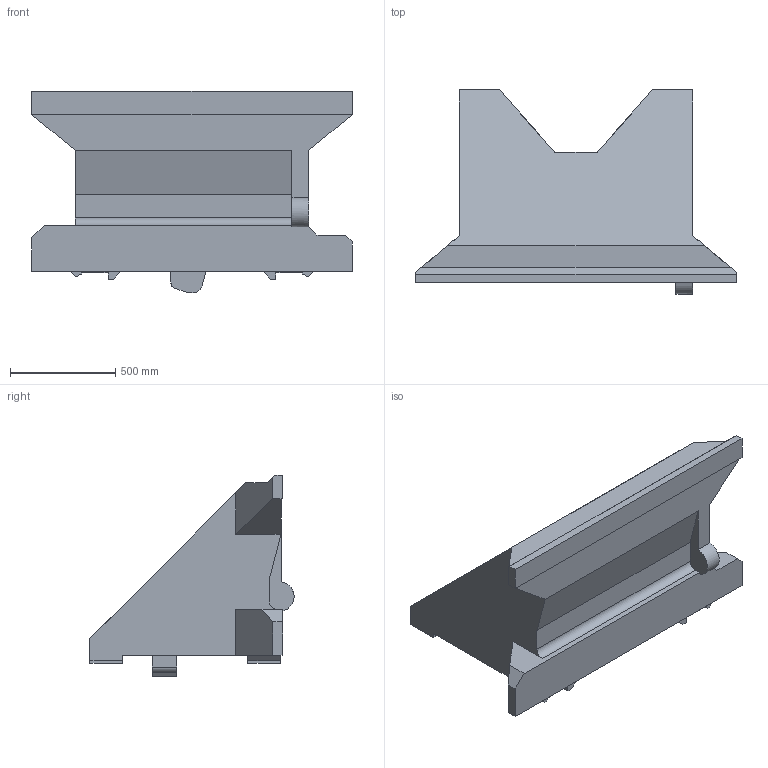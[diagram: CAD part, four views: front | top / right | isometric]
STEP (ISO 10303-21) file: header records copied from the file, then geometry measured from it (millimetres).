
FILE_DESCRIPTION(('FreeCAD Model'),'2;1');
FILE_NAME('Open CASCADE Shape Model','2021-11-13T18:15:52',('Author'),( ''),'Open CASCADE STEP processor 7.4','FreeCAD','Unknown');
FILE_SCHEMA(('CONFIG_CONTROL_DESIGN','SHAPE_APPEARANCE_LAYER_MIM'));
Length unit declared in the file: millimetre
Products named in the file (1): Compound004
Bounding box: 1523 x 969.46 x 955.49 mm (x, y, z)
Volume: 509516364.7 mm3; surface area: 4852569.2 mm2
Topology: 1 solids, 1 shells, 87 faces, 250 edges, 167 vertices
Faces by surface type: plane 83, cylinder 4
Entity records: 6131 total; most frequent: CARTESIAN_POINT 1039, DIRECTION 932, LINE 729, VECTOR 729, ORIENTED_EDGE 500, PCURVE 500, DEFINITIONAL_REPRESENTATION 500, EDGE_CURVE 250
